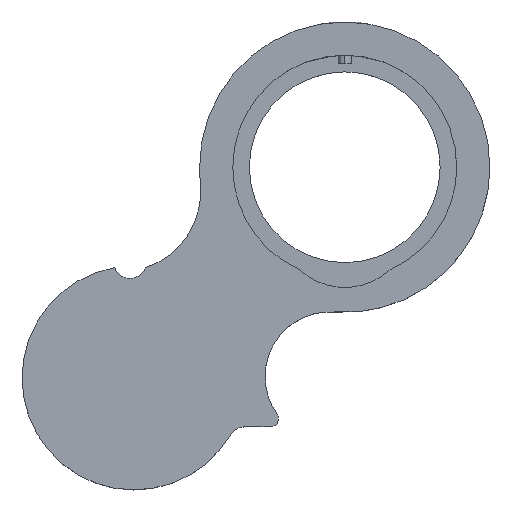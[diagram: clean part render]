
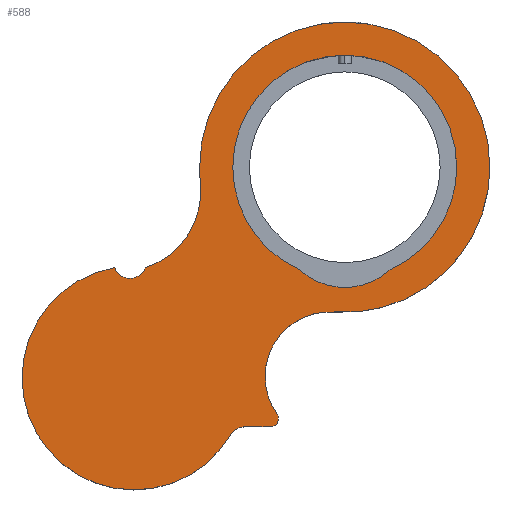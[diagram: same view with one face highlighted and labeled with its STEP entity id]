
A CAD part, top view. The second image highlights one B-rep face of the part: STEP entity #588.
In plain terms, the highlighted planar face has unit normal (0, 0, 1).
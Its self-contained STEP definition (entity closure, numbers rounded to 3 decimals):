
#1 = DIRECTION ( 'NONE',  ( 0., 0., -1. ) ) ;
#19 = VERTEX_POINT ( 'NONE', #845 ) ;
#66 = CIRCLE ( 'NONE', #741, 17.5 ) ;
#83 = EDGE_CURVE ( 'NONE', #1373, #19, #1330, .T. ) ;
#85 = AXIS2_PLACEMENT_3D ( 'NONE', #1129, #1463, #520 ) ;
#95 = DIRECTION ( 'NONE',  ( 0., 0., -1. ) ) ;
#113 = ORIENTED_EDGE ( 'NONE', *, *, #1356, .T. ) ;
#114 = CARTESIAN_POINT ( 'NONE',  ( 2.604, -12.33, 59.5 ) ) ;
#141 = ORIENTED_EDGE ( 'NONE', *, *, #646, .T. ) ;
#143 = EDGE_CURVE ( 'NONE', #760, #772, #1126, .T. ) ;
#159 = EDGE_CURVE ( 'NONE', #772, #350, #1364, .T. ) ;
#161 = DIRECTION ( 'NONE',  ( 0., 0., -1. ) ) ;
#162 = CIRCLE ( 'NONE', #629, 9.7 ) ;
#204 = DIRECTION ( 'NONE',  ( 1., 0., 0. ) ) ;
#210 = CARTESIAN_POINT ( 'NONE',  ( 2.604, -14.33, 59.5 ) ) ;
#215 = CARTESIAN_POINT ( 'NONE',  ( -10.731, -6.43, 59.5 ) ) ;
#227 = DIRECTION ( 'NONE',  ( 0., 0., 1. ) ) ;
#232 = EDGE_CURVE ( 'NONE', #1016, #268, #657, .T. ) ;
#237 = ORIENTED_EDGE ( 'NONE', *, *, #1404, .T. ) ;
#246 = AXIS2_PLACEMENT_3D ( 'NONE', #1311, #473, #974 ) ;
#248 = ORIENTED_EDGE ( 'NONE', *, *, #83, .T. ) ;
#268 = VERTEX_POINT ( 'NONE', #753 ) ;
#274 = VERTEX_POINT ( 'NONE', #1007 ) ;
#279 = DIRECTION ( 'NONE',  ( 0., 0., 1. ) ) ;
#292 = CARTESIAN_POINT ( 'NONE',  ( 2.604, -12.33, 59.5 ) ) ;
#297 = EDGE_CURVE ( 'NONE', #1348, #1060, #1366, .T. ) ;
#325 = CARTESIAN_POINT ( 'NONE',  ( 6.49, -10.755, 59.5 ) ) ;
#339 = DIRECTION ( 'NONE',  ( 1., 0., 0. ) ) ;
#347 = VERTEX_POINT ( 'NONE', #428 ) ;
#350 = VERTEX_POINT ( 'NONE', #545 ) ;
#352 = DIRECTION ( 'NONE',  ( 0., 0., 1. ) ) ;
#372 = AXIS2_PLACEMENT_3D ( 'NONE', #215, #1403, #551 ) ;
#375 = CARTESIAN_POINT ( 'NONE',  ( 14.669, 18.97, 59.5 ) ) ;
#379 = CIRCLE ( 'NONE', #484, 13.5 ) ;
#397 = CARTESIAN_POINT ( 'NONE',  ( 5.672, -12.33, 59.5 ) ) ;
#409 = CARTESIAN_POINT ( 'NONE',  ( 14.669, 18.97, 59.5 ) ) ;
#428 = CARTESIAN_POINT ( 'NONE',  ( 0.884, -13.311, 59.5 ) ) ;
#436 = ORIENTED_EDGE ( 'NONE', *, *, #159, .T. ) ;
#449 = CARTESIAN_POINT ( 'NONE',  ( 32.169, 18.97, 59.5 ) ) ;
#450 = ORIENTED_EDGE ( 'NONE', *, *, #612, .T. ) ;
#473 = DIRECTION ( 'NONE',  ( 0., 0., 1. ) ) ;
#474 = AXIS2_PLACEMENT_3D ( 'NONE', #1307, #591, #714 ) ;
#484 = AXIS2_PLACEMENT_3D ( 'NONE', #409, #1242, #1362 ) ;
#503 = DIRECTION ( 'NONE',  ( 1., 0., 0. ) ) ;
#508 = DIRECTION ( 'NONE',  ( 0., 0., 1. ) ) ;
#515 = CARTESIAN_POINT ( 'NONE',  ( 14.669, 18.97, 59.5 ) ) ;
#520 = DIRECTION ( 'NONE',  ( 1., 0., 0. ) ) ;
#532 = CIRCLE ( 'NONE', #372, 13.5 ) ;
#545 = CARTESIAN_POINT ( 'NONE',  ( -2.732, 17.104, 59.5 ) ) ;
#551 = DIRECTION ( 'NONE',  ( 1., 0., 0. ) ) ;
#571 = FACE_OUTER_BOUND ( 'NONE', #1419, .T. ) ;
#576 = CARTESIAN_POINT ( 'NONE',  ( 28.169, 18.97, 59.5 ) ) ;
#588 = ADVANCED_FACE ( 'NONE', ( #1280, #571 ), #1372, .F. ) ;
#591 = DIRECTION ( 'NONE',  ( 0., 0., -1. ) ) ;
#599 = ORIENTED_EDGE ( 'NONE', *, *, #232, .F. ) ;
#604 = ORIENTED_EDGE ( 'NONE', *, *, #1246, .F. ) ;
#612 = EDGE_CURVE ( 'NONE', #1098, #760, #66, .T. ) ;
#629 = AXIS2_PLACEMENT_3D ( 'NONE', #870, #161, #864 ) ;
#634 = ORIENTED_EDGE ( 'NONE', *, *, #297, .T. ) ;
#646 = EDGE_CURVE ( 'NONE', #347, #1348, #1206, .T. ) ;
#656 = CIRCLE ( 'NONE', #246, 8. ) ;
#657 = CIRCLE ( 'NONE', #85, 13.5 ) ;
#667 = VERTEX_POINT ( 'NONE', #325 ) ;
#685 = CARTESIAN_POINT ( 'NONE',  ( 5.672, -11.33, 59.5 ) ) ;
#709 = DIRECTION ( 'NONE',  ( 1., 0., 0. ) ) ;
#714 = DIRECTION ( 'NONE',  ( 1., 0., 0. ) ) ;
#719 = AXIS2_PLACEMENT_3D ( 'NONE', #740, #1345, #1320 ) ;
#722 = CARTESIAN_POINT ( 'NONE',  ( 5.069, -6.266, 59.5 ) ) ;
#727 = EDGE_CURVE ( 'NONE', #1060, #667, #1161, .T. ) ;
#740 = CARTESIAN_POINT ( 'NONE',  ( 12.869, -6.266, 59.5 ) ) ;
#741 = AXIS2_PLACEMENT_3D ( 'NONE', #922, #1244, #204 ) ;
#753 = CARTESIAN_POINT ( 'NONE',  ( 1.169, 18.97, 59.5 ) ) ;
#754 = DIRECTION ( 'NONE',  ( 1., 0., 0. ) ) ;
#760 = VERTEX_POINT ( 'NONE', #449 ) ;
#772 = VERTEX_POINT ( 'NONE', #828 ) ;
#818 = EDGE_CURVE ( 'NONE', #1221, #1164, #656, .T. ) ;
#828 = CARTESIAN_POINT ( 'NONE',  ( -2.831, 18.97, 59.5 ) ) ;
#845 = CARTESIAN_POINT ( 'NONE',  ( -13.101, 6.86, 59.5 ) ) ;
#864 = DIRECTION ( 'NONE',  ( 1., 0., 0. ) ) ;
#870 = CARTESIAN_POINT ( 'NONE',  ( -12.376, 16.07, 59.5 ) ) ;
#871 = AXIS2_PLACEMENT_3D ( 'NONE', #375, #508, #503 ) ;
#875 = AXIS2_PLACEMENT_3D ( 'NONE', #997, #1339, #754 ) ;
#910 = DIRECTION ( 'NONE',  ( 0., 0., -1. ) ) ;
#922 = CARTESIAN_POINT ( 'NONE',  ( 14.669, 18.97, 59.5 ) ) ;
#936 = DIRECTION ( 'NONE',  ( 1., 0., 0. ) ) ;
#974 = DIRECTION ( 'NONE',  ( 1., 0., 0. ) ) ;
#981 = EDGE_LOOP ( 'NONE', ( #1108, #1113, #604, #599 ) ) ;
#992 = ORIENTED_EDGE ( 'NONE', *, *, #727, .T. ) ;
#997 = CARTESIAN_POINT ( 'NONE',  ( -10.731, -6.43, 59.5 ) ) ;
#1003 = ORIENTED_EDGE ( 'NONE', *, *, #1091, .T. ) ;
#1007 = CARTESIAN_POINT ( 'NONE',  ( -24.231, -6.43, 59.5 ) ) ;
#1015 = DIRECTION ( 'NONE',  ( -1., 0., 0. ) ) ;
#1016 = VERTEX_POINT ( 'NONE', #576 ) ;
#1020 = VERTEX_POINT ( 'NONE', #722 ) ;
#1031 = EDGE_CURVE ( 'NONE', #1164, #1016, #1422, .T. ) ;
#1060 = VERTEX_POINT ( 'NONE', #397 ) ;
#1062 = EDGE_CURVE ( 'NONE', #350, #1373, #162, .T. ) ;
#1064 = CARTESIAN_POINT ( 'NONE',  ( 14.669, 18.97, 59.5 ) ) ;
#1091 = EDGE_CURVE ( 'NONE', #19, #274, #1435, .T. ) ;
#1098 = VERTEX_POINT ( 'NONE', #1433 ) ;
#1100 = EDGE_CURVE ( 'NONE', #667, #1020, #1123, .T. ) ;
#1101 = AXIS2_PLACEMENT_3D ( 'NONE', #1278, #1, #339 ) ;
#1108 = ORIENTED_EDGE ( 'NONE', *, *, #1031, .F. ) ;
#1113 = ORIENTED_EDGE ( 'NONE', *, *, #818, .F. ) ;
#1118 = AXIS2_PLACEMENT_3D ( 'NONE', #1152, #95, #1015 ) ;
#1123 = CIRCLE ( 'NONE', #719, 7.8 ) ;
#1126 = CIRCLE ( 'NONE', #871, 17.5 ) ;
#1129 = CARTESIAN_POINT ( 'NONE',  ( 14.669, 18.97, 59.5 ) ) ;
#1138 = CARTESIAN_POINT ( 'NONE',  ( 9.208, 6.624, 59.5 ) ) ;
#1152 = CARTESIAN_POINT ( 'NONE',  ( 2.604, -14.33, 59.5 ) ) ;
#1161 = CIRCLE ( 'NONE', #1238, 1. ) ;
#1164 = VERTEX_POINT ( 'NONE', #1450 ) ;
#1206 = CIRCLE ( 'NONE', #1118, 2. ) ;
#1221 = VERTEX_POINT ( 'NONE', #1138 ) ;
#1227 = ORIENTED_EDGE ( 'NONE', *, *, #1062, .T. ) ;
#1233 = VECTOR ( 'NONE', #1235, 1000. ) ;
#1235 = DIRECTION ( 'NONE',  ( 1., 0., 0. ) ) ;
#1238 = AXIS2_PLACEMENT_3D ( 'NONE', #685, #227, #936 ) ;
#1242 = DIRECTION ( 'NONE',  ( 0., 0., 1. ) ) ;
#1244 = DIRECTION ( 'NONE',  ( 0., 0., 1. ) ) ;
#1246 = EDGE_CURVE ( 'NONE', #268, #1221, #379, .T. ) ;
#1273 = AXIS2_PLACEMENT_3D ( 'NONE', #1064, #352, #709 ) ;
#1278 = CARTESIAN_POINT ( 'NONE',  ( 12.869, -6.266, 59.5 ) ) ;
#1280 = FACE_BOUND ( 'NONE', #981, .T. ) ;
#1291 = ORIENTED_EDGE ( 'NONE', *, *, #1100, .T. ) ;
#1307 = CARTESIAN_POINT ( 'NONE',  ( -11.231, 7.57, 59.5 ) ) ;
#1311 = CARTESIAN_POINT ( 'NONE',  ( 14.669, 12.47, 59.5 ) ) ;
#1320 = DIRECTION ( 'NONE',  ( 1., 0., 0. ) ) ;
#1325 = AXIS2_PLACEMENT_3D ( 'NONE', #210, #910, #1501 ) ;
#1330 = CIRCLE ( 'NONE', #474, 2. ) ;
#1337 = CIRCLE ( 'NONE', #1101, 7.8 ) ;
#1338 = DIRECTION ( 'NONE',  ( 1., 0., 0. ) ) ;
#1339 = DIRECTION ( 'NONE',  ( 0., 0., 1. ) ) ;
#1345 = DIRECTION ( 'NONE',  ( 0., 0., -1. ) ) ;
#1348 = VERTEX_POINT ( 'NONE', #114 ) ;
#1356 = EDGE_CURVE ( 'NONE', #274, #347, #532, .T. ) ;
#1362 = DIRECTION ( 'NONE',  ( 1., 0., 0. ) ) ;
#1364 = CIRCLE ( 'NONE', #1426, 17.5 ) ;
#1366 = LINE ( 'NONE', #292, #1233 ) ;
#1372 = PLANE ( 'NONE',  #1325 ) ;
#1373 = VERTEX_POINT ( 'NONE', #1390 ) ;
#1390 = CARTESIAN_POINT ( 'NONE',  ( -9.366, 6.849, 59.5 ) ) ;
#1403 = DIRECTION ( 'NONE',  ( 0., 0., 1. ) ) ;
#1404 = EDGE_CURVE ( 'NONE', #1020, #1098, #1337, .T. ) ;
#1419 = EDGE_LOOP ( 'NONE', ( #141, #634, #992, #1291, #237, #450, #1420, #436, #1227, #248, #1003, #113 ) ) ;
#1420 = ORIENTED_EDGE ( 'NONE', *, *, #143, .T. ) ;
#1422 = CIRCLE ( 'NONE', #1273, 13.5 ) ;
#1426 = AXIS2_PLACEMENT_3D ( 'NONE', #515, #279, #1338 ) ;
#1433 = CARTESIAN_POINT ( 'NONE',  ( 13.424, 1.514, 59.5 ) ) ;
#1435 = CIRCLE ( 'NONE', #875, 13.5 ) ;
#1450 = CARTESIAN_POINT ( 'NONE',  ( 20.13, 6.624, 59.5 ) ) ;
#1463 = DIRECTION ( 'NONE',  ( 0., 0., 1. ) ) ;
#1501 = DIRECTION ( 'NONE',  ( -1., 0., 0. ) ) ;
